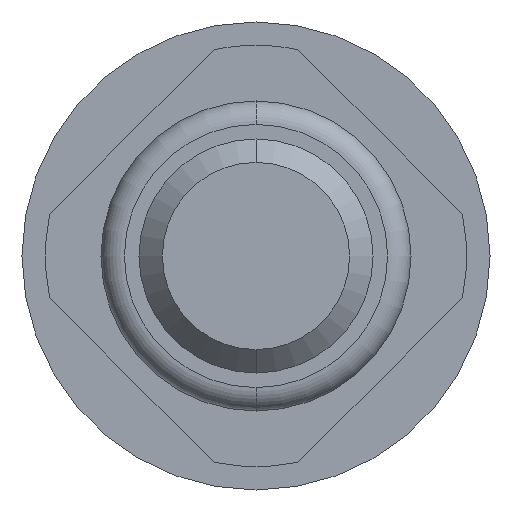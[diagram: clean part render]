
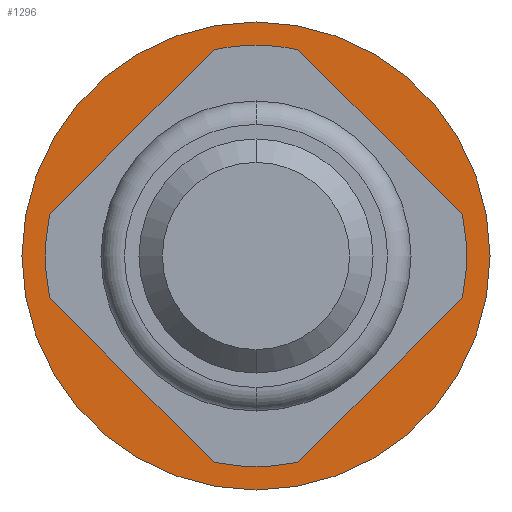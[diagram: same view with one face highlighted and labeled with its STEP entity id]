
A CAD part, front view. The second image highlights one B-rep face of the part: STEP entity #1296.
In plain terms, the highlighted planar face has unit normal (0, -1, 0).
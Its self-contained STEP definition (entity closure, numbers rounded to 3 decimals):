
#90 = CARTESIAN_POINT ( 'NONE',  ( 0., 5.3, 0. ) ) ;
#271 = CARTESIAN_POINT ( 'NONE',  ( 0., 5.3, 0.9 ) ) ;
#320 = ORIENTED_EDGE ( 'NONE', *, *, #1809, .T. ) ;
#400 = DIRECTION ( 'NONE',  ( 0., 1., 0. ) ) ;
#438 = ORIENTED_EDGE ( 'NONE', *, *, #604, .F. ) ;
#546 = PLANE ( 'NONE',  #2998 ) ;
#598 = AXIS2_PLACEMENT_3D ( 'NONE', #3044, #2413, #1063 ) ;
#604 = EDGE_CURVE ( 'Defeature ausgef�hrt3_20+Defeature ausgef�hrt3_21+Defeature ausgef�hrt3_21+Defeature ausgef�hrt3_21', #617, #1935, #609, .T. ) ;
#609 = CIRCLE ( 'NONE', #3369, 2. ) ;
#617 = VERTEX_POINT ( 'NONE', #3961 ) ;
#641 = EDGE_CURVE ( 'Defeature ausgef�hrt3_21+Defeature ausgef�hrt3_19+Defeature ausgef�hrt3_19+Defeature ausgef�hrt3_19', #2091, #4042, #1882, .T. ) ;
#1056 = DIRECTION ( 'NONE',  ( 0., 0., 1. ) ) ;
#1063 = DIRECTION ( 'NONE',  ( 0., 0., 1. ) ) ;
#1177 = CARTESIAN_POINT ( 'NONE',  ( 0.9, 5.3, 0. ) ) ;
#1241 = EDGE_LOOP ( 'NONE', ( #3633, #320 ) ) ;
#1258 = CARTESIAN_POINT ( 'NONE',  ( 0., 5.3, -0.9 ) ) ;
#1296 = ADVANCED_FACE ( 'Defeature ausgef�hrt3_21', ( #1362, #3708 ), #546, .F. ) ;
#1352 = DIRECTION ( 'NONE',  ( 0., 0., 1. ) ) ;
#1362 = FACE_OUTER_BOUND ( 'NONE', #2248, .T. ) ;
#1653 = EDGE_CURVE ( 'Defeature ausgef�hrt3_20+Defeature ausgef�hrt3_21+Defeature ausgef�hrt3_21+Defeature ausgef�hrt3_21', #1935, #617, #2890, .T. ) ;
#1809 = EDGE_CURVE ( 'Defeature ausgef�hrt3_21+Defeature ausgef�hrt3_19+Defeature ausgef�hrt3_19+Defeature ausgef�hrt3_19', #4042, #2091, #2119, .T. ) ;
#1856 = DIRECTION ( 'NONE',  ( 0., 0., 1. ) ) ;
#1882 = CIRCLE ( 'NONE', #4044, 0.9 ) ;
#1935 = VERTEX_POINT ( 'NONE', #4221 ) ;
#2091 = VERTEX_POINT ( 'NONE', #271 ) ;
#2119 = CIRCLE ( 'NONE', #2492, 0.9 ) ;
#2248 = EDGE_LOOP ( 'NONE', ( #3950, #438 ) ) ;
#2413 = DIRECTION ( 'NONE',  ( 0., 1., 0. ) ) ;
#2492 = AXIS2_PLACEMENT_3D ( 'NONE', #3155, #2835, #2849 ) ;
#2835 = DIRECTION ( 'NONE',  ( 0., 1., 0. ) ) ;
#2849 = DIRECTION ( 'NONE',  ( 0., 0., 1. ) ) ;
#2890 = CIRCLE ( 'NONE', #598, 2. ) ;
#2998 = AXIS2_PLACEMENT_3D ( 'NONE', #1177, #4143, #1856 ) ;
#3044 = CARTESIAN_POINT ( 'NONE',  ( 0., 5.3, 0. ) ) ;
#3155 = CARTESIAN_POINT ( 'NONE',  ( 0., 5.3, 0. ) ) ;
#3344 = CARTESIAN_POINT ( 'NONE',  ( 0., 5.3, 0. ) ) ;
#3369 = AXIS2_PLACEMENT_3D ( 'NONE', #3344, #3619, #1056 ) ;
#3619 = DIRECTION ( 'NONE',  ( 0., 1., 0. ) ) ;
#3633 = ORIENTED_EDGE ( 'NONE', *, *, #641, .T. ) ;
#3708 = FACE_BOUND ( 'NONE', #1241, .T. ) ;
#3950 = ORIENTED_EDGE ( 'NONE', *, *, #1653, .F. ) ;
#3961 = CARTESIAN_POINT ( 'NONE',  ( 0., 5.3, -2. ) ) ;
#4042 = VERTEX_POINT ( 'NONE', #1258 ) ;
#4044 = AXIS2_PLACEMENT_3D ( 'NONE', #90, #400, #1352 ) ;
#4143 = DIRECTION ( 'NONE',  ( 0., 1., 0. ) ) ;
#4221 = CARTESIAN_POINT ( 'NONE',  ( 0., 5.3, 2. ) ) ;
